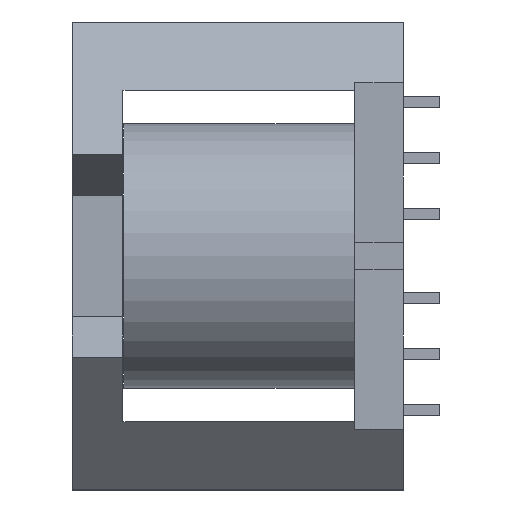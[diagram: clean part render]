
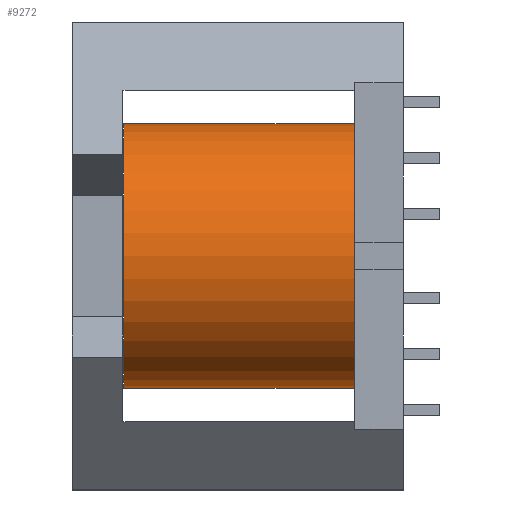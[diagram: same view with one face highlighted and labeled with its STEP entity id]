
A CAD part, left-side view. The second image highlights one B-rep face of the part: STEP entity #9272.
In plain terms, the highlighted cylindrical face has radius 12 mm (diameter 24 mm), a partial arc.
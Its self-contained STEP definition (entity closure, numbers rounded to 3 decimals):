
#346 = CARTESIAN_POINT ( 'NONE',  ( 0., 25.35, 0. ) ) ;
#395 = EDGE_LOOP ( 'NONE', ( #510, #11554, #12216, #2027 ) ) ;
#510 = ORIENTED_EDGE ( 'NONE', *, *, #17633, .F. ) ;
#983 = CARTESIAN_POINT ( 'NONE',  ( 0., 25.35, -12. ) ) ;
#1572 = AXIS2_PLACEMENT_3D ( 'NONE', #18588, #10957, #3095 ) ;
#2027 = ORIENTED_EDGE ( 'NONE', *, *, #8940, .T. ) ;
#2404 = DIRECTION ( 'NONE',  ( 0., -1., 0. ) ) ;
#2507 = CARTESIAN_POINT ( 'NONE',  ( 0., 25.35, 0. ) ) ;
#2635 = FACE_OUTER_BOUND ( 'NONE', #395, .T. ) ;
#3095 = DIRECTION ( 'NONE',  ( 0., 0., -1. ) ) ;
#3119 = CARTESIAN_POINT ( 'NONE',  ( 0., 25.35, 12. ) ) ;
#3260 = DIRECTION ( 'NONE',  ( 0., -1., 0. ) ) ;
#3470 = CARTESIAN_POINT ( 'NONE',  ( 0., 25.35, 12. ) ) ;
#5692 = AXIS2_PLACEMENT_3D ( 'NONE', #2507, #2404, #18324 ) ;
#6149 = VECTOR ( 'NONE', #18517, 1000. ) ;
#6233 = LINE ( 'NONE', #3119, #6149 ) ;
#6306 = CARTESIAN_POINT ( 'NONE',  ( 0., 4.45, -12. ) ) ;
#6418 = EDGE_CURVE ( 'NONE', #10840, #16587, #19535, .T. ) ;
#8463 = AXIS2_PLACEMENT_3D ( 'NONE', #346, #3260, #17617 ) ;
#8940 = EDGE_CURVE ( 'NONE', #14535, #15019, #14439, .T. ) ;
#9272 = ADVANCED_FACE ( 'NONE', ( #2635 ), #12469, .T. ) ;
#9827 = CARTESIAN_POINT ( 'NONE',  ( 0., 4.45, 12. ) ) ;
#10840 = VERTEX_POINT ( 'NONE', #3470 ) ;
#10957 = DIRECTION ( 'NONE',  ( 0., 1., 0. ) ) ;
#11554 = ORIENTED_EDGE ( 'NONE', *, *, #6418, .T. ) ;
#12216 = ORIENTED_EDGE ( 'NONE', *, *, #18792, .T. ) ;
#12469 = CYLINDRICAL_SURFACE ( 'NONE', #8463, 12. ) ;
#13736 = VECTOR ( 'NONE', #14006, 1000. ) ;
#14006 = DIRECTION ( 'NONE',  ( 0., -1., 0. ) ) ;
#14439 = CIRCLE ( 'NONE', #1572, 12. ) ;
#14535 = VERTEX_POINT ( 'NONE', #6306 ) ;
#15019 = VERTEX_POINT ( 'NONE', #9827 ) ;
#16587 = VERTEX_POINT ( 'NONE', #983 ) ;
#17617 = DIRECTION ( 'NONE',  ( 0., 0., -1. ) ) ;
#17633 = EDGE_CURVE ( 'NONE', #10840, #15019, #6233, .T. ) ;
#18309 = CARTESIAN_POINT ( 'NONE',  ( 0., 25.35, -12. ) ) ;
#18324 = DIRECTION ( 'NONE',  ( 0., 0., -1. ) ) ;
#18517 = DIRECTION ( 'NONE',  ( 0., -1., 0. ) ) ;
#18588 = CARTESIAN_POINT ( 'NONE',  ( 0., 4.45, 0. ) ) ;
#18792 = EDGE_CURVE ( 'NONE', #16587, #14535, #20153, .T. ) ;
#19535 = CIRCLE ( 'NONE', #5692, 12. ) ;
#20153 = LINE ( 'NONE', #18309, #13736 ) ;
